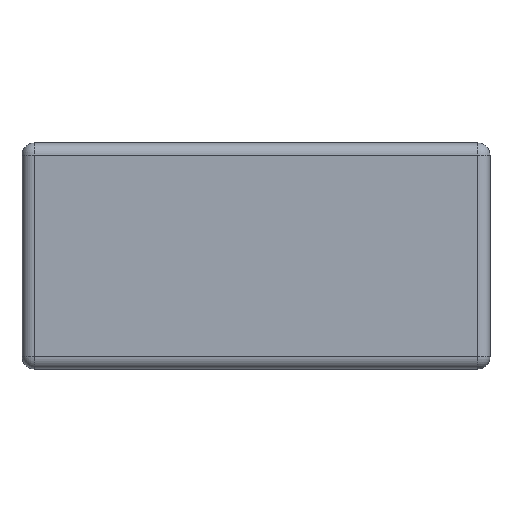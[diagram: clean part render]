
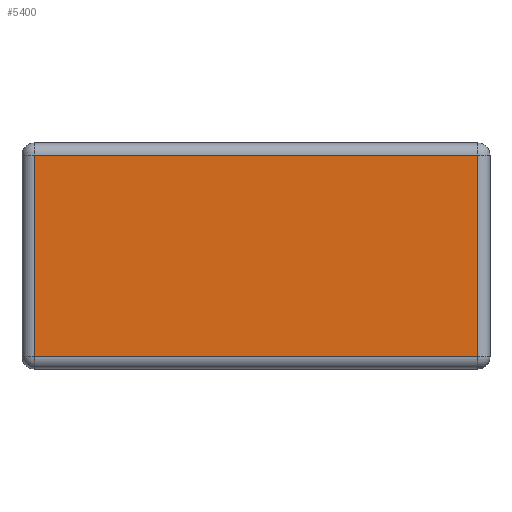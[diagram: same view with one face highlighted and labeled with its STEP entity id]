
A CAD part, top view. The second image highlights one B-rep face of the part: STEP entity #5400.
In plain terms, the highlighted planar face has unit normal (0, 0, 1).
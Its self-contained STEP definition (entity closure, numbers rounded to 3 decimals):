
#5010=CARTESIAN_POINT('',(0.,0.,0.));
#5020=DIRECTION('',(0.,0.,1.));
#5030=DIRECTION('',(1.,0.,0.));
#5040=AXIS2_PLACEMENT_3D('',#5010,#5020,#5030);
#5050=PLANE('',#5040);
#5060=CARTESIAN_POINT('',(0.,-6.25,0.));
#5070=DIRECTION('',(-1.,0.,0.));
#5080=VECTOR('',#5070,1.);
#5090=LINE('',#5060,#5080);
#5100=CARTESIAN_POINT('',(13.75,-6.25,0.));
#5110=VERTEX_POINT('',#5100);
#5120=CARTESIAN_POINT('',(-13.75,-6.25,0.));
#5130=VERTEX_POINT('',#5120);
#5140=EDGE_CURVE('',#5110,#5130,#5090,.T.);
#5150=ORIENTED_EDGE('',*,*,#5140,.F.);
#5160=CARTESIAN_POINT('',(-13.75,0.,0.));
#5170=DIRECTION('',(0.,1.,0.));
#5180=VECTOR('',#5170,1.);
#5190=LINE('',#5160,#5180);
#5200=CARTESIAN_POINT('',(-13.75,6.25,0.));
#5210=VERTEX_POINT('',#5200);
#5220=EDGE_CURVE('',#5130,#5210,#5190,.T.);
#5230=ORIENTED_EDGE('',*,*,#5220,.F.);
#5240=CARTESIAN_POINT('',(0.,6.25,0.));
#5250=DIRECTION('',(1.,0.,0.));
#5260=VECTOR('',#5250,1.);
#5270=LINE('',#5240,#5260);
#5280=CARTESIAN_POINT('',(13.75,6.25,0.));
#5290=VERTEX_POINT('',#5280);
#5300=EDGE_CURVE('',#5210,#5290,#5270,.T.);
#5310=ORIENTED_EDGE('',*,*,#5300,.F.);
#5320=CARTESIAN_POINT('',(13.75,0.,0.));
#5330=DIRECTION('',(0.,-1.,0.));
#5340=VECTOR('',#5330,1.);
#5350=LINE('',#5320,#5340);
#5360=EDGE_CURVE('',#5290,#5110,#5350,.T.);
#5370=ORIENTED_EDGE('',*,*,#5360,.F.);
#5380=EDGE_LOOP('',(#5370,#5310,#5230,#5150));
#5390=FACE_OUTER_BOUND('',#5380,.T.);
#5400=ADVANCED_FACE('',(#5390),#5050,.T.);
